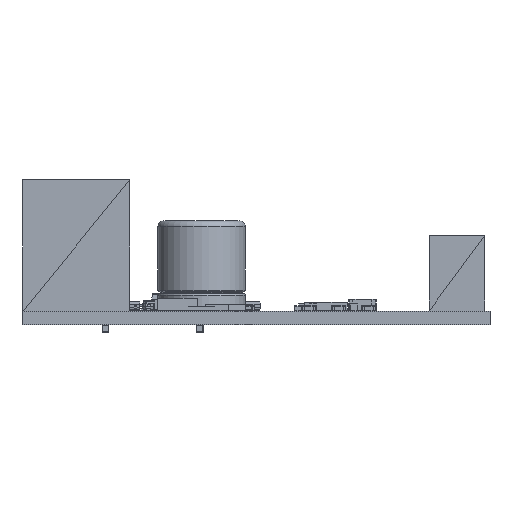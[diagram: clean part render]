
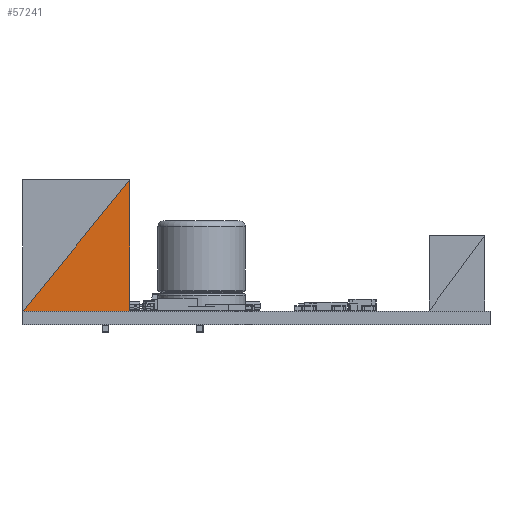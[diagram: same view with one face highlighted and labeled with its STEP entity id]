
A CAD part, front view. The second image highlights one B-rep face of the part: STEP entity #57241.
In plain terms, the highlighted face is planar.
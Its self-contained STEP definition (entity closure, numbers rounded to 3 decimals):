
#57241 = ADVANCED_FACE('',(#57242),#57268,.F.);
#57242 = FACE_BOUND('',#57243,.T.);
#57243 = EDGE_LOOP('',(#57244,#57254,#57262));
#57244 = ORIENTED_EDGE('',*,*,#57245,.T.);
#57245 = EDGE_CURVE('',#57246,#57248,#57250,.T.);
#57246 = VERTEX_POINT('',#57247);
#57247 = CARTESIAN_POINT('',(5.155,-6.25,0.001));
#57248 = VERTEX_POINT('',#57249);
#57249 = CARTESIAN_POINT('',(5.155,6.25,0.001));
#57250 = LINE('',#57251,#57252);
#57251 = CARTESIAN_POINT('',(5.155,-6.25,0.001));
#57252 = VECTOR('',#57253,1.);
#57253 = DIRECTION('',(0.,1.,0.));
#57254 = ORIENTED_EDGE('',*,*,#57255,.T.);
#57255 = EDGE_CURVE('',#57248,#57256,#57258,.T.);
#57256 = VERTEX_POINT('',#57257);
#57257 = CARTESIAN_POINT('',(5.155,6.25,15.301));
#57258 = LINE('',#57259,#57260);
#57259 = CARTESIAN_POINT('',(5.155,6.25,0.001));
#57260 = VECTOR('',#57261,1.);
#57261 = DIRECTION('',(0.,0.,1.));
#57262 = ORIENTED_EDGE('',*,*,#57263,.T.);
#57263 = EDGE_CURVE('',#57256,#57246,#57264,.T.);
#57264 = LINE('',#57265,#57266);
#57265 = CARTESIAN_POINT('',(5.155,6.25,15.301));
#57266 = VECTOR('',#57267,1.);
#57267 = DIRECTION('',(0.,-0.633,-0.774));
#57268 = PLANE('',#57269);
#57269 = AXIS2_PLACEMENT_3D('',#57270,#57271,#57272);
#57270 = CARTESIAN_POINT('',(5.155,-6.25,0.001));
#57271 = DIRECTION('',(-1.,0.,0.));
#57272 = DIRECTION('',(0.,0.,-1.));
